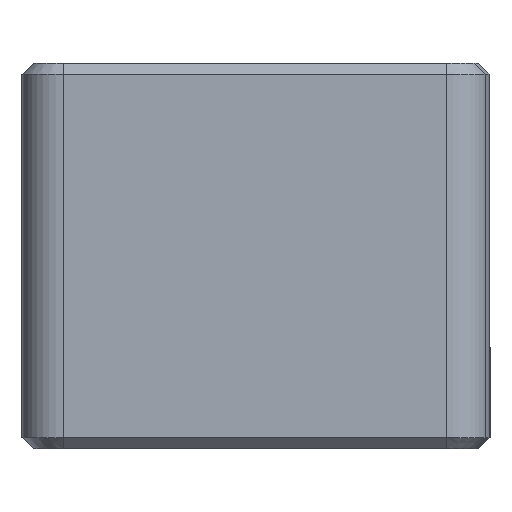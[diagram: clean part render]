
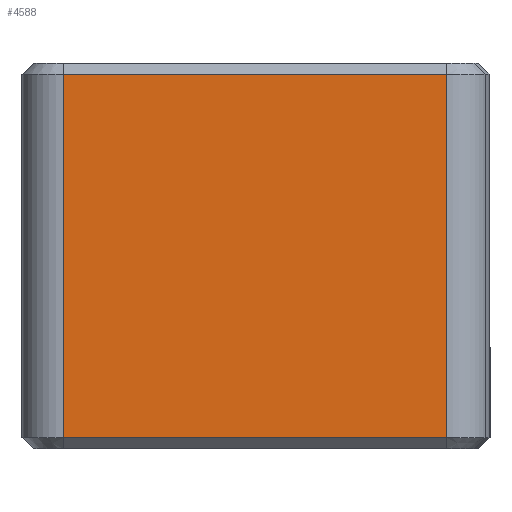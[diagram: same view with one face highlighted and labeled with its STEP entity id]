
A CAD part, left-side view. The second image highlights one B-rep face of the part: STEP entity #4588.
In plain terms, the highlighted planar face has unit normal (-1, 0, 0).
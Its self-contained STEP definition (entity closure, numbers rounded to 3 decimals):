
#414=PLANE('',#4888);
#553=FACE_OUTER_BOUND('',#816,.T.);
#816=EDGE_LOOP('',(#3273,#3274,#3275,#3276));
#1092=LINE('',#5787,#1531);
#1103=LINE('',#5822,#1542);
#1117=LINE('',#5863,#1556);
#1132=LINE('',#5904,#1571);
#1531=VECTOR('',#5015,10.);
#1542=VECTOR('',#5046,1.5);
#1556=VECTOR('',#5088,10.);
#1571=VECTOR('',#5123,10.);
#1969=VERTEX_POINT('',#5779);
#1971=VERTEX_POINT('',#5785);
#1985=VERTEX_POINT('',#5821);
#1997=VERTEX_POINT('',#5856);
#2432=EDGE_CURVE('',#1971,#1969,#1092,.T.);
#2449=EDGE_CURVE('',#1969,#1985,#1103,.T.);
#2470=EDGE_CURVE('',#1985,#1997,#1117,.T.);
#2491=EDGE_CURVE('',#1997,#1971,#1132,.T.);
#3273=ORIENTED_EDGE('',*,*,#2432,.F.);
#3274=ORIENTED_EDGE('',*,*,#2491,.F.);
#3275=ORIENTED_EDGE('',*,*,#2470,.F.);
#3276=ORIENTED_EDGE('',*,*,#2449,.F.);
#4588=ADVANCED_FACE('',(#553),#414,.F.);
#4888=AXIS2_PLACEMENT_3D('',#5942,#5169,#5170);
#5015=DIRECTION('',(0.,1.,0.));
#5046=DIRECTION('',(0.,0.,1.));
#5088=DIRECTION('',(0.,-1.,0.));
#5123=DIRECTION('',(0.,0.,-1.));
#5169=DIRECTION('center_axis',(1.,0.,0.));
#5170=DIRECTION('ref_axis',(0.,-1.,0.));
#5779=CARTESIAN_POINT('',(-46.5,15.5,0.4));
#5785=CARTESIAN_POINT('',(-46.5,1.586,0.4));
#5787=CARTESIAN_POINT('',(-46.5,13.562,0.4));
#5821=CARTESIAN_POINT('',(-46.5,15.5,13.6));
#5822=CARTESIAN_POINT('',(-46.5,15.5,7.));
#5856=CARTESIAN_POINT('',(-46.5,1.586,13.6));
#5863=CARTESIAN_POINT('',(-46.5,12.583,13.6));
#5904=CARTESIAN_POINT('',(-46.5,1.586,7.));
#5942=CARTESIAN_POINT('Origin',(-46.5,17.,14.));
